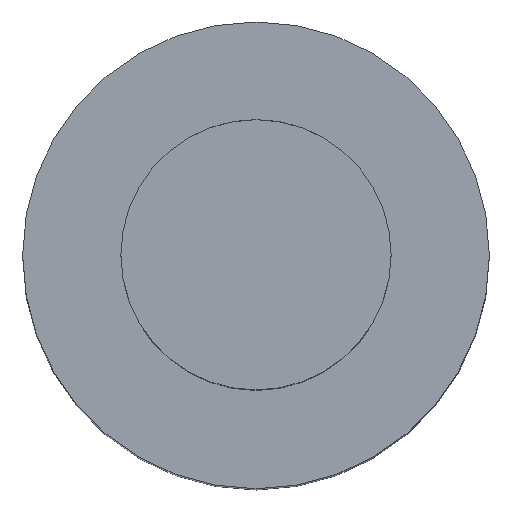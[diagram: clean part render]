
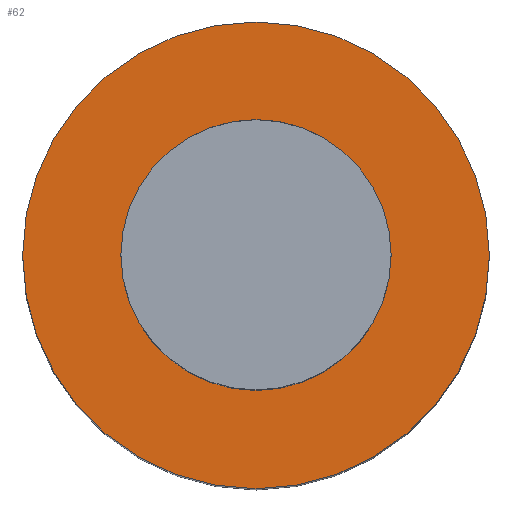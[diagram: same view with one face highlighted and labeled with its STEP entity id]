
A CAD part, top view. The second image highlights one B-rep face of the part: STEP entity #62.
In plain terms, the highlighted planar face has unit normal (0, 0, 1).
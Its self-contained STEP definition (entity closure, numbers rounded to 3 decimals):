
#62=ADVANCED_FACE('240[2]',(#147,#148),#149,.T.);
#76=EDGE_CURVE('240[2]',#168,#168,#169,.T.);
#89=EDGE_CURVE('240[2]',#187,#187,#188,.T.);
#147=FACE_BOUND('',#285,.T.);
#148=FACE_OUTER_BOUND('',#286,.T.);
#149=PLANE('',#287);
#168=VERTEX_POINT('',#376);
#169=CIRCLE('',#377,5.5);
#187=VERTEX_POINT('',#400);
#188=CIRCLE('',#401,9.5);
#285=EDGE_LOOP('',(#558));
#286=EDGE_LOOP('',(#559));
#287=AXIS2_PLACEMENT_3D('',#560,#561,#562);
#376=CARTESIAN_POINT('',(5.5,0.0,0.0));
#377=AXIS2_PLACEMENT_3D('',#575,#576,#577);
#400=CARTESIAN_POINT('',(0.,9.5,0.));
#401=AXIS2_PLACEMENT_3D('',#597,#598,#599);
#558=ORIENTED_EDGE('',*,*,#76,.T.);
#559=ORIENTED_EDGE('',*,*,#89,.F.);
#560=CARTESIAN_POINT('',(0.,4.75,0.));
#561=DIRECTION('',(0.,0.,1.0));
#562=DIRECTION('',(1.0,0.,0.0));
#575=CARTESIAN_POINT('',(0.0,0.0,0.));
#576=DIRECTION('',(0.,0.,-1.0));
#577=DIRECTION('',(1.0,0.,0.));
#597=CARTESIAN_POINT('',(0.0,0.0,0.0));
#598=DIRECTION('',(0.,0.,-1.0));
#599=DIRECTION('',(0.,1.0,0.));
